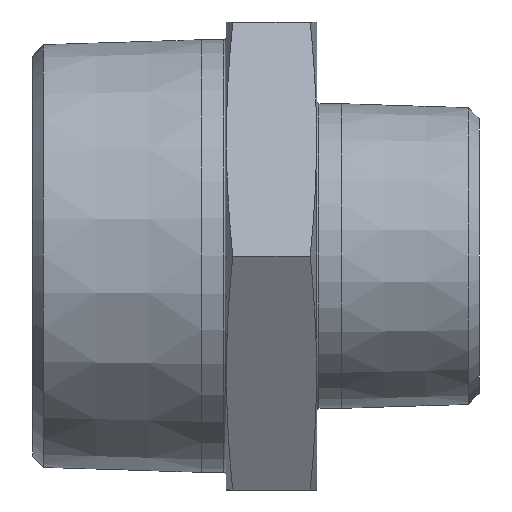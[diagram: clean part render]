
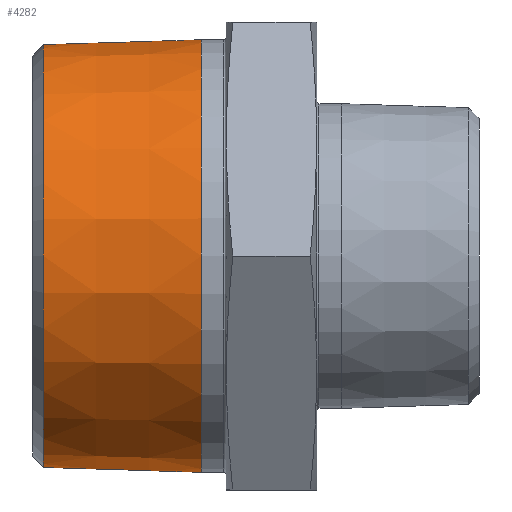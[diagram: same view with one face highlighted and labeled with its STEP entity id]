
A CAD part, front view. The second image highlights one B-rep face of the part: STEP entity #4282.
In plain terms, the highlighted conical face has half-angle 1.79 degrees and reference radius 29.807 mm.
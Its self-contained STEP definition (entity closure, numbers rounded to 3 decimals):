
#217 = DIRECTION ( 'NONE',  ( 0., 0., 1. ) ) ;
#1239 = EDGE_CURVE ( 'NONE', #3665, #3665, #4590, .T. ) ;
#1420 = FACE_OUTER_BOUND ( 'NONE', #14841, .T. ) ;
#2529 = CARTESIAN_POINT ( 'NONE',  ( 23.4, 0., 30.041 ) ) ;
#2912 = EDGE_CURVE ( 'NONE', #8903, #8903, #5459, .T. ) ;
#2962 = DIRECTION ( 'NONE',  ( 1., 0., 0. ) ) ;
#3246 = AXIS2_PLACEMENT_3D ( 'NONE', #6702, #14559, #217 ) ;
#3303 = EDGE_LOOP ( 'NONE', ( #6551 ) ) ;
#3665 = VERTEX_POINT ( 'NONE', #2529 ) ;
#4282 = ADVANCED_FACE ( 'NONE', ( #10434, #1420 ), #14415, .T. ) ;
#4590 = CIRCLE ( 'NONE', #3246, 30.041 ) ;
#4764 = CARTESIAN_POINT ( 'NONE',  ( 1.478, 0., 29.356 ) ) ;
#5250 = DIRECTION ( 'NONE',  ( 1., 0., 0. ) ) ;
#5459 = CIRCLE ( 'NONE', #6823, 29.356 ) ;
#6551 = ORIENTED_EDGE ( 'NONE', *, *, #2912, .T. ) ;
#6702 = CARTESIAN_POINT ( 'NONE',  ( 23.4, 0., 0. ) ) ;
#6823 = AXIS2_PLACEMENT_3D ( 'NONE', #9404, #2962, #6951 ) ;
#6951 = DIRECTION ( 'NONE',  ( 0., 0., 1. ) ) ;
#8053 = DIRECTION ( 'NONE',  ( 0., 0., -1. ) ) ;
#8903 = VERTEX_POINT ( 'NONE', #4764 ) ;
#9404 = CARTESIAN_POINT ( 'NONE',  ( 1.478, 0., 0. ) ) ;
#10434 = FACE_BOUND ( 'NONE', #3303, .T. ) ;
#11456 = AXIS2_PLACEMENT_3D ( 'NONE', #15584, #5250, #8053 ) ;
#14415 = CONICAL_SURFACE ( 'NONE', #11456, 29.807, 0.031 ) ;
#14559 = DIRECTION ( 'NONE',  ( -1., 0., 0. ) ) ;
#14841 = EDGE_LOOP ( 'NONE', ( #16736 ) ) ;
#15584 = CARTESIAN_POINT ( 'NONE',  ( 15.9, 0., 0. ) ) ;
#16736 = ORIENTED_EDGE ( 'NONE', *, *, #1239, .T. ) ;
